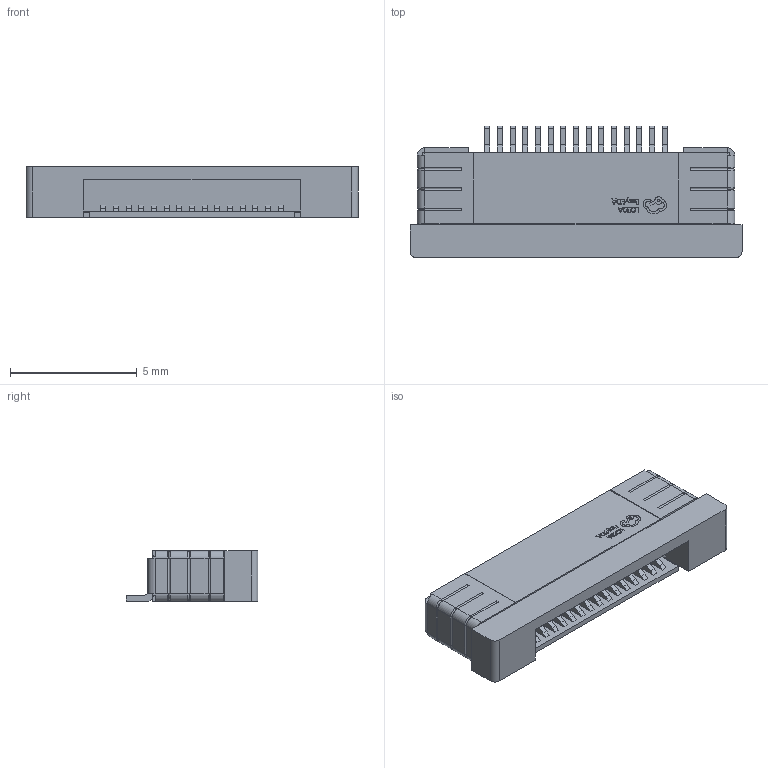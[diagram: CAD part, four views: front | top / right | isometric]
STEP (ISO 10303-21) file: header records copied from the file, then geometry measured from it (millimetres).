
FILE_DESCRIPTION (( 'STEP AP214' ), '1' );
FILE_NAME ('FPC-SMD_15P-P0.50_KINGHELM_KH-CL0.5-H2.0-15PIN.step', '2022-07-06T08:22:11', ( '' ), ( '' ), 'SwSTEP 2.0', 'SolidWorks 2020', '' );
FILE_SCHEMA (( 'AUTOMOTIVE_DESIGN' ));
Length unit declared in the file: millimetre
Products named in the file (1): FPC-SMD_15P-P0.50_KINGHELM_KH-CL0.5-H2.0-15PIN
Bounding box: 13.1 x 5.2 x 2 mm (x, y, z)
Volume: 89.9 mm3; surface area: 313.7 mm2
Topology: 4 solids, 4 shells, 613 faces, 1615 edges, 1044 vertices
Faces by surface type: plane 417, bspline 98, cylinder 74, torus 24
Entity records: 25919 total; most frequent: CARTESIAN_POINT 4579, ORIENTED_EDGE 3230, DIRECTION 2631, EDGE_CURVE 1615, VECTOR 1231, LINE 1231, VERTEX_POINT 1044, AXIS2_PLACEMENT_3D 700
